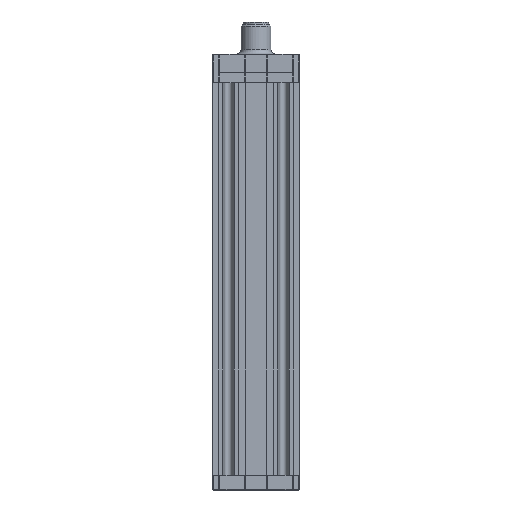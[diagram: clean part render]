
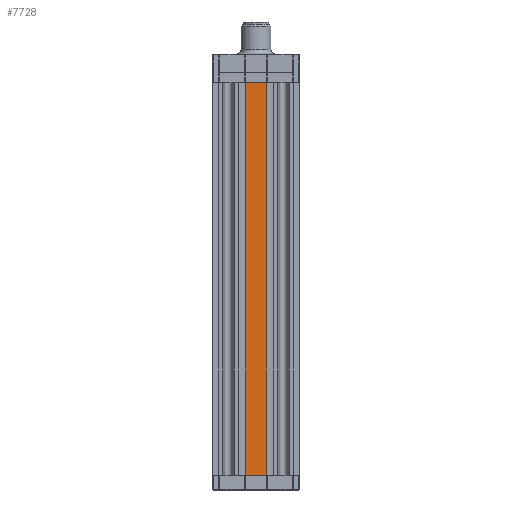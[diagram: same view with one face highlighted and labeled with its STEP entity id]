
A CAD part, front view. The second image highlights one B-rep face of the part: STEP entity #7728.
In plain terms, the highlighted planar face has unit normal (0, -1, 0).
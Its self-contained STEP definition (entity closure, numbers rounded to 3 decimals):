
#57 = CARTESIAN_POINT ( 'NONE',  ( 6.5, 6., -1.7 ) ) ;
#2457 = CARTESIAN_POINT ( 'NONE',  ( 6.5, 6., -160.7 ) ) ;
#4199 = CARTESIAN_POINT ( 'NONE',  ( 6.5, 6., -160.7 ) ) ;
#4820 = ORIENTED_EDGE ( 'NONE', *, *, #14771, .F. ) ;
#5890 = CARTESIAN_POINT ( 'NONE',  ( -6.5, 6., -160.7 ) ) ;
#6069 = VECTOR ( 'NONE', #10136, 1000. ) ;
#6151 = VERTEX_POINT ( 'NONE', #4199 ) ;
#7620 = EDGE_CURVE ( 'NONE', #8952, #29959, #8995, .T. ) ;
#7701 = CARTESIAN_POINT ( 'NONE',  ( -6.5, 6., -1.7 ) ) ;
#7728 = ADVANCED_FACE ( 'NONE', ( #23304 ), #15772, .T. ) ;
#8952 = VERTEX_POINT ( 'NONE', #24984 ) ;
#8995 = LINE ( 'NONE', #5890, #6069 ) ;
#9996 = LINE ( 'NONE', #7701, #19274 ) ;
#10136 = DIRECTION ( 'NONE',  ( 0., 0., 1. ) ) ;
#10206 = ORIENTED_EDGE ( 'NONE', *, *, #7620, .F. ) ;
#10736 = DIRECTION ( 'NONE',  ( 1., 0., 0. ) ) ;
#11615 = CARTESIAN_POINT ( 'NONE',  ( -6.5, 6., -160.7 ) ) ;
#13769 = ORIENTED_EDGE ( 'NONE', *, *, #14653, .T. ) ;
#14653 = EDGE_CURVE ( 'NONE', #8952, #6151, #25654, .T. ) ;
#14771 = EDGE_CURVE ( 'NONE', #29959, #15711, #9996, .T. ) ;
#15711 = VERTEX_POINT ( 'NONE', #57 ) ;
#15772 = PLANE ( 'NONE',  #27097 ) ;
#15985 = LINE ( 'NONE', #2457, #27406 ) ;
#17238 = EDGE_CURVE ( 'NONE', #6151, #15711, #15985, .T. ) ;
#17615 = DIRECTION ( 'NONE',  ( 0., 0., 1. ) ) ;
#17881 = CARTESIAN_POINT ( 'NONE',  ( -6.5, 6., -160.7 ) ) ;
#19274 = VECTOR ( 'NONE', #20358, 1000. ) ;
#20142 = VECTOR ( 'NONE', #10736, 1000. ) ;
#20358 = DIRECTION ( 'NONE',  ( 1., 0., 0. ) ) ;
#23304 = FACE_OUTER_BOUND ( 'NONE', #27975, .T. ) ;
#23455 = DIRECTION ( 'NONE',  ( 1., 0., 0. ) ) ;
#23757 = ORIENTED_EDGE ( 'NONE', *, *, #17238, .T. ) ;
#24331 = DIRECTION ( 'NONE',  ( 0., -1., 0. ) ) ;
#24984 = CARTESIAN_POINT ( 'NONE',  ( -6.5, 6., -160.7 ) ) ;
#25654 = LINE ( 'NONE', #11615, #20142 ) ;
#27097 = AXIS2_PLACEMENT_3D ( 'NONE', #17881, #24331, #23455 ) ;
#27406 = VECTOR ( 'NONE', #17615, 1000. ) ;
#27975 = EDGE_LOOP ( 'NONE', ( #4820, #10206, #13769, #23757 ) ) ;
#29959 = VERTEX_POINT ( 'NONE', #32715 ) ;
#32715 = CARTESIAN_POINT ( 'NONE',  ( -6.5, 6., -1.7 ) ) ;
